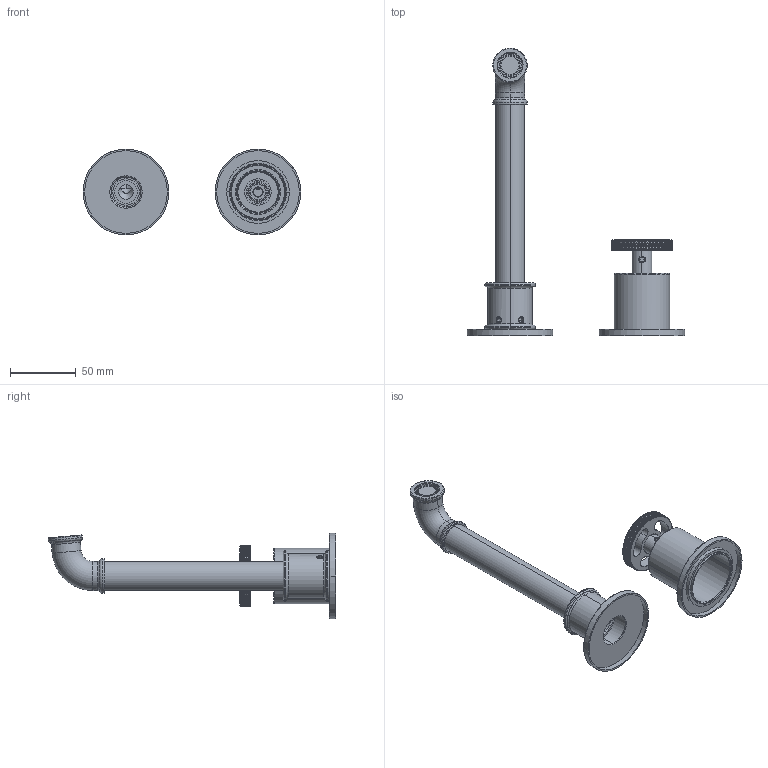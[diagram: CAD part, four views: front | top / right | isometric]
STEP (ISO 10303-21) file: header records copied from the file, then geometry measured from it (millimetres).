
FILE_DESCRIPTION((''),'2;1');
FILE_NAME('1E7017CP-111_ASM_ASM','2023-06-26T',('Administrator'),(''),'PRO/ENGINEER BY PARAMETRIC TECHNOLOGY CORPORATION, 2010280','PRO/ENGINEER BY PARAMETRIC TECHNOLOGY CORPORATION, 2010280','');
FILE_SCHEMA(('CONFIG_CONTROL_DESIGN'));
Products named in the file (16): 2E7015-31CP-111_14; 3OR1050NT_3; 2E7016-21-01NT_12; 2E7016-21-02NT_8; 2E7016-21CP_ASM_10_ASM; 3LS1001NT_3; 2E7007-34CP_13; 3OR1037NT_5; 2E7013-32CP_13; 2E7017-31-01NT_11; 2E7017-31-02NT_10; 2A1019-31_45; 2E7017-31CP_ASM_2_ASM; 3WZ1006_2; 1E7017CP-111_ASM_11_ASM; 1E7017CP-111_ASM_ASM
Assembly tree (17 placements, depth 4):
  1E7017CP-111_ASM_ASM
    1E7017CP-111_ASM_11_ASM
      2E7015-31CP-111_14
      3OR1050NT_3
      2E7016-21CP_ASM_10_ASM
        2E7016-21-01NT_12
        2E7016-21-02NT_8
      3LS1001NT_3  x3
      2E7007-34CP_13
      3OR1037NT_5
      2E7013-32CP_13
      2E7017-31CP_ASM_2_ASM
        2E7017-31-01NT_11
        2E7017-31-02NT_10
        2A1019-31_45
      3WZ1006_2
Bounding box: 165 x 217.91 x 65 mm (x, y, z)
Volume: 61712.9 mm3; surface area: 76335.4 mm2
Topology: 14 solids, 14 shells, 4798 faces, 12888 edges, 8618 vertices
Faces by surface type: bspline 3412, cylinder 1053, plane 214, cone 61, torus 58
Entity records: 212800 total; most frequent: CARTESIAN_POINT 119734, ORIENTED_EDGE 25376, EDGE_CURVE 12688, B_SPLINE_CURVE_WITH_KNOTS 8710, VERTEX_POINT 8480, DIRECTION 8205, EDGE_LOOP 5258, FACE_OUTER_BOUND 4730
